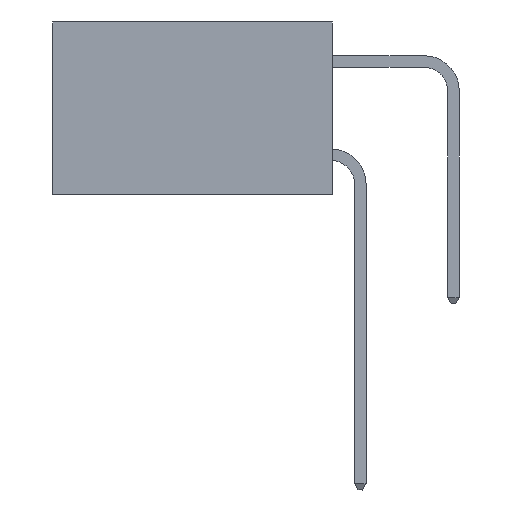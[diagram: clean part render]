
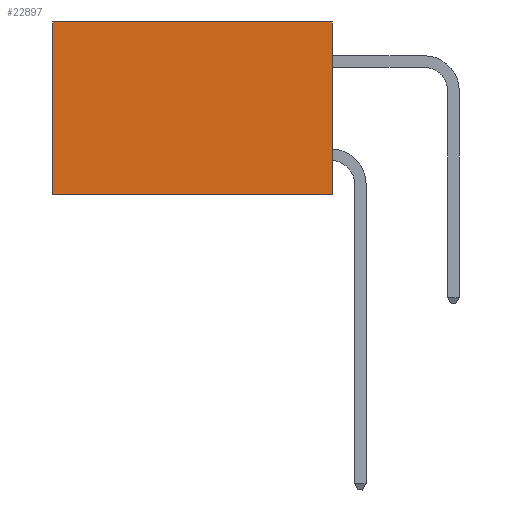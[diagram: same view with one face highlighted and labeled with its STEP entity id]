
A CAD part, left-side view. The second image highlights one B-rep face of the part: STEP entity #22897.
In plain terms, the highlighted planar face has unit normal (-1, 0, 0).
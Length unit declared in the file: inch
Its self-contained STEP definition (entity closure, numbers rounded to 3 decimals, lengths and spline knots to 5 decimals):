
#1327 = CARTESIAN_POINT ( 'NONE',  ( 0.298, 0., 0. ) ) ;
#1756 = ORIENTED_EDGE ( 'NONE', *, *, #23909, .T. ) ;
#1902 = LINE ( 'NONE', #6758, #15201 ) ;
#5668 = VECTOR ( 'NONE', #16688, 39.37008 ) ;
#6503 = LINE ( 'NONE', #13689, #5668 ) ;
#6754 = VECTOR ( 'NONE', #18098, 39.37008 ) ;
#6758 = CARTESIAN_POINT ( 'NONE',  ( 0.298, 0.6, 0. ) ) ;
#6965 = PLANE ( 'NONE',  #19998 ) ;
#7818 = ORIENTED_EDGE ( 'NONE', *, *, #22197, .F. ) ;
#9290 = VERTEX_POINT ( 'NONE', #17704 ) ;
#10703 = VERTEX_POINT ( 'NONE', #12649 ) ;
#11472 = VECTOR ( 'NONE', #15958, 39.37008 ) ;
#11802 = CARTESIAN_POINT ( 'NONE',  ( 0.298, 0., 0. ) ) ;
#12401 = EDGE_LOOP ( 'NONE', ( #14510, #7818, #26908, #1756 ) ) ;
#12423 = CARTESIAN_POINT ( 'NONE',  ( 0.298, 0.6, -0.37 ) ) ;
#12649 = CARTESIAN_POINT ( 'NONE',  ( 0.298, 0., -0.37 ) ) ;
#12857 = EDGE_CURVE ( 'NONE', #15835, #10703, #17993, .T. ) ;
#13301 = LINE ( 'NONE', #30479, #6754 ) ;
#13384 = CARTESIAN_POINT ( 'NONE',  ( 0.298, 0., 0. ) ) ;
#13689 = CARTESIAN_POINT ( 'NONE',  ( 0.298, 0., -0.37 ) ) ;
#14510 = ORIENTED_EDGE ( 'NONE', *, *, #28632, .T. ) ;
#15201 = VECTOR ( 'NONE', #24049, 39.37008 ) ;
#15835 = VERTEX_POINT ( 'NONE', #1327 ) ;
#15958 = DIRECTION ( 'NONE',  ( 0., 0., -1. ) ) ;
#16688 = DIRECTION ( 'NONE',  ( 0., 1., 0. ) ) ;
#16863 = DIRECTION ( 'NONE',  ( 0., 0., -1. ) ) ;
#17704 = CARTESIAN_POINT ( 'NONE',  ( 0.298, 0.6, 0. ) ) ;
#17993 = LINE ( 'NONE', #13384, #11472 ) ;
#18098 = DIRECTION ( 'NONE',  ( 0., 1., 0. ) ) ;
#19998 = AXIS2_PLACEMENT_3D ( 'NONE', #11802, #31637, #16863 ) ;
#22197 = EDGE_CURVE ( 'NONE', #10703, #28874, #6503, .T. ) ;
#22897 = ADVANCED_FACE ( 'NONE', ( #30038 ), #6965, .F. ) ;
#23909 = EDGE_CURVE ( 'NONE', #15835, #9290, #13301, .T. ) ;
#24049 = DIRECTION ( 'NONE',  ( 0., 0., -1. ) ) ;
#26908 = ORIENTED_EDGE ( 'NONE', *, *, #12857, .F. ) ;
#28632 = EDGE_CURVE ( 'NONE', #9290, #28874, #1902, .T. ) ;
#28874 = VERTEX_POINT ( 'NONE', #12423 ) ;
#30038 = FACE_OUTER_BOUND ( 'NONE', #12401, .T. ) ;
#30479 = CARTESIAN_POINT ( 'NONE',  ( 0.298, 0., 0. ) ) ;
#31637 = DIRECTION ( 'NONE',  ( 1., 0., 0. ) ) ;
